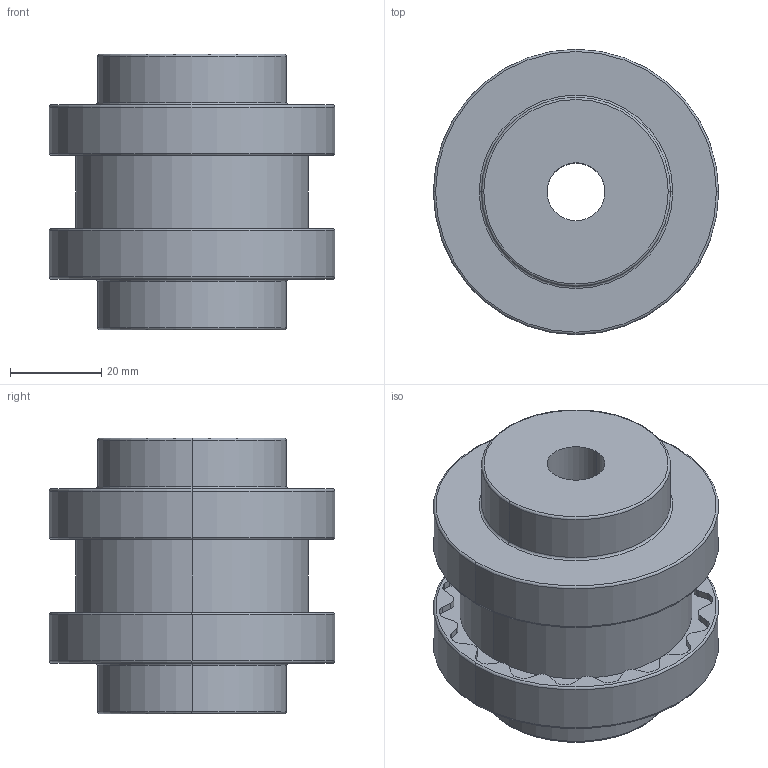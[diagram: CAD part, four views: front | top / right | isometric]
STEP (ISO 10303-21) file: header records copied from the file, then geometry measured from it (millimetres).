
FILE_DESCRIPTION((''),'2;1');
FILE_NAME('SF-4J-4JE_ASM','2013-04-02T',('ppetruska'),(''),'PRO/ENGINEER BY PARAMETRIC TECHNOLOGY CORPORATION, 2012480','PRO/ENGINEER BY PARAMETRIC TECHNOLOGY CORPORATION, 2012480','');
FILE_SCHEMA(('CONFIG_CONTROL_DESIGN'));
Length unit declared in the file: millimetre
Products named in the file (3): 4JE-SLEEVE; 4J-FLANGE; SF-4J-4JE_ASM
Assembly tree (3 placements, depth 2):
  SF-4J-4JE_ASM
    4JE-SLEEVE
    4J-FLANGE  x2
Bounding box: 62.5 x 62.5 x 60.4 mm (x, y, z)
Volume: 105835.4 mm3; surface area: 41845 mm2
Topology: 3 solids, 3 shells, 875 faces, 2567 edges, 1706 vertices
Faces by surface type: cylinder 593, plane 266, torus 16
Entity records: 21081 total; most frequent: DIRECTION 3925, CARTESIAN_POINT 3653, ORIENTED_EDGE 3638, EDGE_CURVE 1819, AXIS2_PLACEMENT_3D 1482, VERTEX_POINT 1210, VECTOR 961, LINE 961
